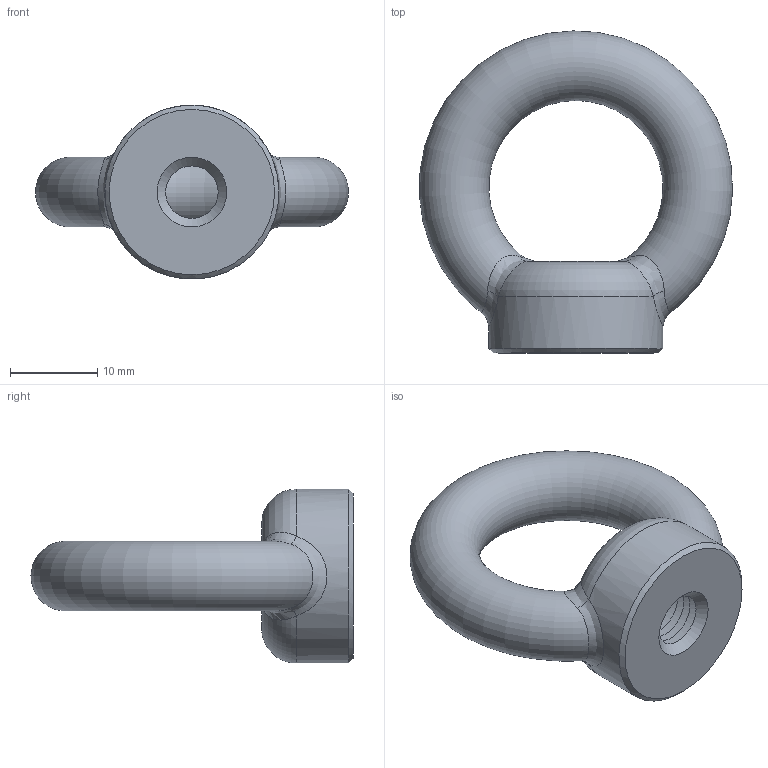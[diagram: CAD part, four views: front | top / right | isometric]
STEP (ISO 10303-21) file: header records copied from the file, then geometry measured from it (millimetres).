
FILE_DESCRIPTION (( 'STEP AP203' ), '1' );
FILE_NAME ('CLP1M-RG-8 Ðûì-ãàéêà Ì8.STEP', '2016-03-02T12:46:12', ( '' ), ( '' ), 'SwSTEP 2.0', 'SolidWorks 2014', '' );
FILE_SCHEMA (( 'CONFIG_CONTROL_DESIGN' ));
Length unit declared in the file: millimetre
Products named in the file (1): CLP1M-RG-8 Ðûì-ãàéêà Ì8
Bounding box: 35.96 x 37 x 19.97 mm (x, y, z)
Volume: 6154.3 mm3; surface area: 3184.2 mm2
Topology: 1 solids, 1 shells, 35 faces, 84 edges, 49 vertices
Faces by surface type: cone 21, bspline 8, torus 3, plane 2, cylinder 1
Full cylindrical faces by diameter (mm): 20 x1
Entity records: 1681 total; most frequent: CARTESIAN_POINT 986, DIRECTION 126, ORIENTED_EDGE 102, AXIS2_PLACEMENT_3D 63, EDGE_LOOP 60, EDGE_CURVE 51, VERTEX_POINT 39, FACE_OUTER_BOUND 37
